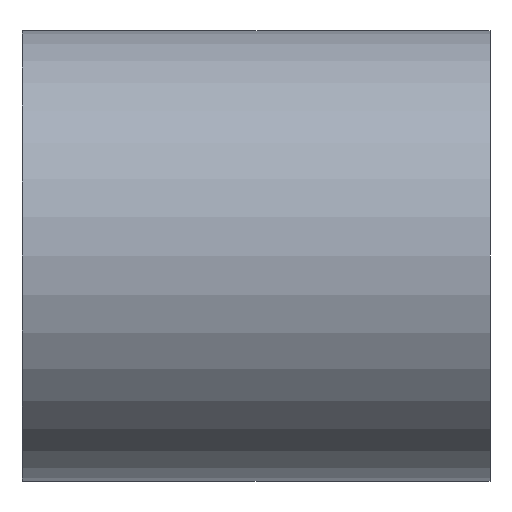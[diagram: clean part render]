
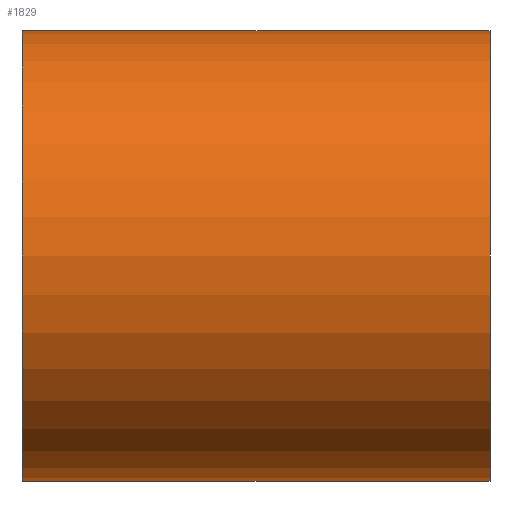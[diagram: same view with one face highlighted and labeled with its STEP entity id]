
A CAD part, left-side view. The second image highlights one B-rep face of the part: STEP entity #1829.
In plain terms, the highlighted cylindrical face has radius 12.23 mm (diameter 24.46 mm), a partial arc.
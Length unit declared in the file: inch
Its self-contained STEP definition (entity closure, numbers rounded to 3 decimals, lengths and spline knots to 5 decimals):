
#2 = DIRECTION ( 'NONE',  ( 0., -1., 0. ) ) ;
#28 = CARTESIAN_POINT ( 'NONE',  ( 0., 0.55, -0.4815 ) ) ;
#72 = ORIENTED_EDGE ( 'NONE', *, *, #1993, .T. ) ;
#94 = DIRECTION ( 'NONE',  ( 0., 0., 1. ) ) ;
#96 = ORIENTED_EDGE ( 'NONE', *, *, #2084, .F. ) ;
#121 = ORIENTED_EDGE ( 'NONE', *, *, #887, .T. ) ;
#141 = LINE ( 'NONE', #1725, #544 ) ;
#145 = DIRECTION ( 'NONE',  ( 0., -1., 0. ) ) ;
#150 = VERTEX_POINT ( 'NONE', #611 ) ;
#151 = EDGE_CURVE ( 'NONE', #150, #1456, #1322, .T. ) ;
#241 = VECTOR ( 'NONE', #2, 39.37008 ) ;
#256 = CARTESIAN_POINT ( 'NONE',  ( 0., 0.45, 0.4815 ) ) ;
#264 = CARTESIAN_POINT ( 'NONE',  ( 0., 0., 0. ) ) ;
#301 = ORIENTED_EDGE ( 'NONE', *, *, #1199, .T. ) ;
#312 = LINE ( 'NONE', #1353, #1172 ) ;
#416 = DIRECTION ( 'NONE',  ( 0., 0., 1. ) ) ;
#427 = CARTESIAN_POINT ( 'NONE',  ( 0., 0.45, 0.4815 ) ) ;
#454 = CARTESIAN_POINT ( 'NONE',  ( 0., 1., 0. ) ) ;
#484 = AXIS2_PLACEMENT_3D ( 'NONE', #454, #1847, #625 ) ;
#496 = DIRECTION ( 'NONE',  ( 0., -1., 0. ) ) ;
#515 = DIRECTION ( 'NONE',  ( 0., -1., 0. ) ) ;
#544 = VECTOR ( 'NONE', #515, 39.37008 ) ;
#562 = EDGE_CURVE ( 'NONE', #845, #1456, #312, .T. ) ;
#585 = CARTESIAN_POINT ( 'NONE',  ( 0., 1., 0. ) ) ;
#611 = CARTESIAN_POINT ( 'NONE',  ( 0., 0., -0.4815 ) ) ;
#613 = ORIENTED_EDGE ( 'NONE', *, *, #151, .T. ) ;
#625 = DIRECTION ( 'NONE',  ( 0., 0., -1. ) ) ;
#682 = ORIENTED_EDGE ( 'NONE', *, *, #562, .F. ) ;
#737 = CARTESIAN_POINT ( 'NONE',  ( 0., 0.45, -0.4815 ) ) ;
#739 = VERTEX_POINT ( 'NONE', #1292 ) ;
#774 = LINE ( 'NONE', #256, #1590 ) ;
#809 = LINE ( 'NONE', #1206, #1051 ) ;
#845 = VERTEX_POINT ( 'NONE', #427 ) ;
#887 = EDGE_CURVE ( 'NONE', #2228, #2200, #1622, .T. ) ;
#1033 = EDGE_CURVE ( 'NONE', #2134, #2259, #1403, .T. ) ;
#1050 = CARTESIAN_POINT ( 'NONE',  ( 0., 0.45, -0.4815 ) ) ;
#1051 = VECTOR ( 'NONE', #1379, 39.37008 ) ;
#1172 = VECTOR ( 'NONE', #145, 39.37008 ) ;
#1199 = EDGE_CURVE ( 'NONE', #845, #739, #774, .T. ) ;
#1206 = CARTESIAN_POINT ( 'NONE',  ( 0., 1., -0.4815 ) ) ;
#1227 = CARTESIAN_POINT ( 'NONE',  ( 0., 1., -0.4815 ) ) ;
#1274 = LINE ( 'NONE', #1529, #1790 ) ;
#1276 = AXIS2_PLACEMENT_3D ( 'NONE', #585, #1987, #416 ) ;
#1286 = DIRECTION ( 'NONE',  ( 0., 1., 0. ) ) ;
#1292 = CARTESIAN_POINT ( 'NONE',  ( 0., 0.55, 0.4815 ) ) ;
#1322 = CIRCLE ( 'NONE', #1802, 0.4815 ) ;
#1353 = CARTESIAN_POINT ( 'NONE',  ( 0., 1., 0.4815 ) ) ;
#1379 = DIRECTION ( 'NONE',  ( 0., -1., 0. ) ) ;
#1403 = CIRCLE ( 'NONE', #1276, 0.4815 ) ;
#1456 = VERTEX_POINT ( 'NONE', #1679 ) ;
#1474 = DIRECTION ( 'NONE',  ( 0., 1., 0. ) ) ;
#1529 = CARTESIAN_POINT ( 'NONE',  ( 0., 1., -0.4815 ) ) ;
#1590 = VECTOR ( 'NONE', #1286, 39.37008 ) ;
#1622 = LINE ( 'NONE', #737, #241 ) ;
#1679 = CARTESIAN_POINT ( 'NONE',  ( 0., 0., 0.4815 ) ) ;
#1725 = CARTESIAN_POINT ( 'NONE',  ( 0., 1., 0.4815 ) ) ;
#1730 = ORIENTED_EDGE ( 'NONE', *, *, #2071, .T. ) ;
#1786 = CYLINDRICAL_SURFACE ( 'NONE', #484, 0.4815 ) ;
#1790 = VECTOR ( 'NONE', #496, 39.37008 ) ;
#1802 = AXIS2_PLACEMENT_3D ( 'NONE', #264, #1474, #94 ) ;
#1829 = ADVANCED_FACE ( 'NONE', ( #1854 ), #1786, .T. ) ;
#1847 = DIRECTION ( 'NONE',  ( 0., -1., 0. ) ) ;
#1854 = FACE_OUTER_BOUND ( 'NONE', #2079, .T. ) ;
#1987 = DIRECTION ( 'NONE',  ( 0., 1., 0. ) ) ;
#1993 = EDGE_CURVE ( 'NONE', #2134, #2228, #1274, .T. ) ;
#2071 = EDGE_CURVE ( 'NONE', #2200, #150, #809, .T. ) ;
#2079 = EDGE_LOOP ( 'NONE', ( #96, #2231, #72, #121, #1730, #613, #682, #301 ) ) ;
#2084 = EDGE_CURVE ( 'NONE', #2259, #739, #141, .T. ) ;
#2113 = CARTESIAN_POINT ( 'NONE',  ( 0., 1., 0.4815 ) ) ;
#2134 = VERTEX_POINT ( 'NONE', #1227 ) ;
#2200 = VERTEX_POINT ( 'NONE', #1050 ) ;
#2228 = VERTEX_POINT ( 'NONE', #28 ) ;
#2231 = ORIENTED_EDGE ( 'NONE', *, *, #1033, .F. ) ;
#2259 = VERTEX_POINT ( 'NONE', #2113 ) ;
